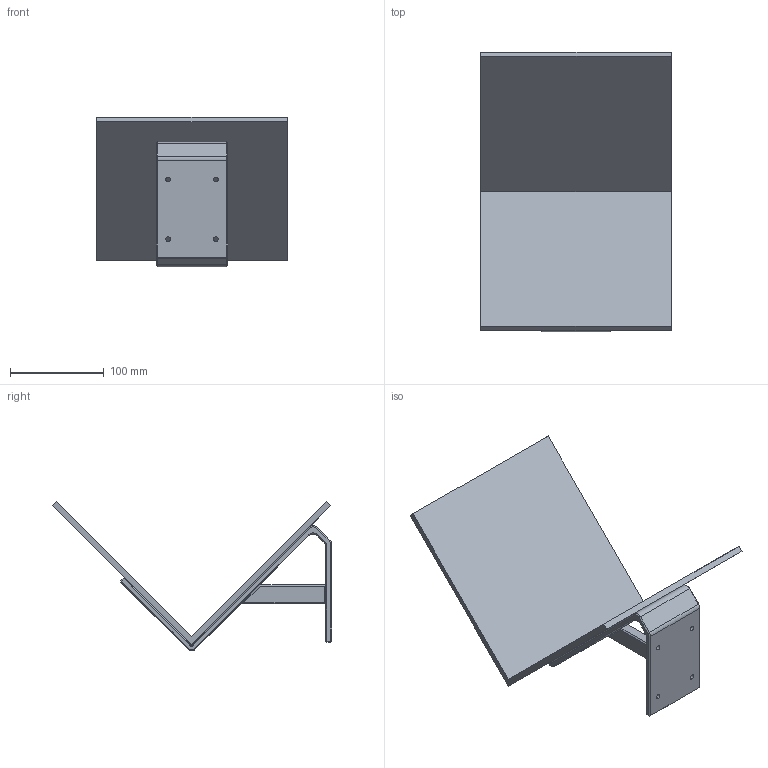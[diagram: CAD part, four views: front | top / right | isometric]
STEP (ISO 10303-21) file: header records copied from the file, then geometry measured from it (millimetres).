
FILE_DESCRIPTION (( 'STEP AP203' ), '1' );
FILE_NAME ('DMAJ-WG-101-D080.STEP', '2022-07-28T19:46:31', ( '' ), ( '' ), 'SwSTEP 2.0', 'SolidWorks 2021', '' );
FILE_SCHEMA (( 'CONFIG_CONTROL_DESIGN' ));
Length unit declared in the file: inch
Products named in the file (1): DMAJ-WG-101-D080
Bounding box: 203.2 x 297.31 x 158.99 mm (x, y, z)
Volume: 751756.2 mm3; surface area: 207657.9 mm2
Topology: 1 solids, 1 shells, 99 faces, 222 edges, 125 vertices
Faces by surface type: plane 71, cylinder 15, cone 13
Entity records: 2762 total; most frequent: CARTESIAN_POINT 467, DIRECTION 461, ORIENTED_EDGE 444, EDGE_CURVE 222, LINE 175, VECTOR 175, AXIS2_PLACEMENT_3D 143, VERTEX_POINT 125
